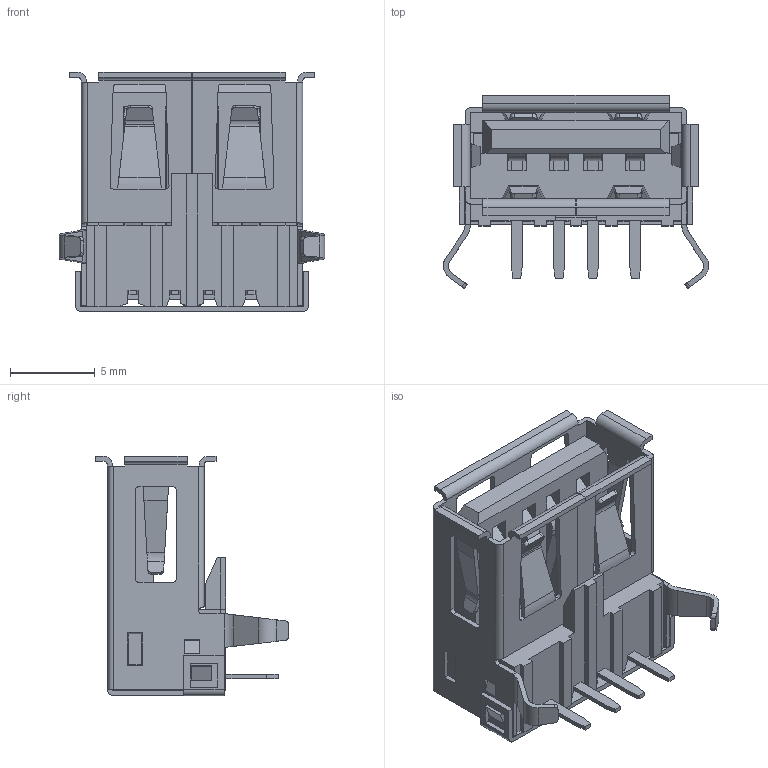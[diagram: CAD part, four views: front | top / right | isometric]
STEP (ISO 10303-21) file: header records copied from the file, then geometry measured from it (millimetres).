
FILE_DESCRIPTION (( 'STEP AP214' ), '1' );
FILE_NAME ('614004190021.STEP', '2021-03-19T13:41:32', ( 'Admin' ), ( '' ), 'SwSTEP 2.0', 'SolidWorks 2018', '' );
FILE_SCHEMA (( 'AUTOMOTIVE_DESIGN' ));
Length unit declared in the file: millimetre
Products named in the file (4): 614004190021; Internal Part; Pin; Cover
Assembly tree (3 placements, depth 2):
  614004190021
    Cover
    Internal Part
    Pin
Bounding box: 15.7 x 11.4 x 14.15 mm (x, y, z)
Volume: 575.4 mm3; surface area: 2133.3 mm2
Topology: 6 solids, 6 shells, 751 faces, 2151 edges, 1404 vertices
Faces by surface type: plane 561, cylinder 180, bspline 10
Entity records: 24672 total; most frequent: CARTESIAN_POINT 5022, ORIENTED_EDGE 4302, DIRECTION 3753, EDGE_CURVE 2151, LINE 1763, VECTOR 1763, VERTEX_POINT 1404, AXIS2_PLACEMENT_3D 995
